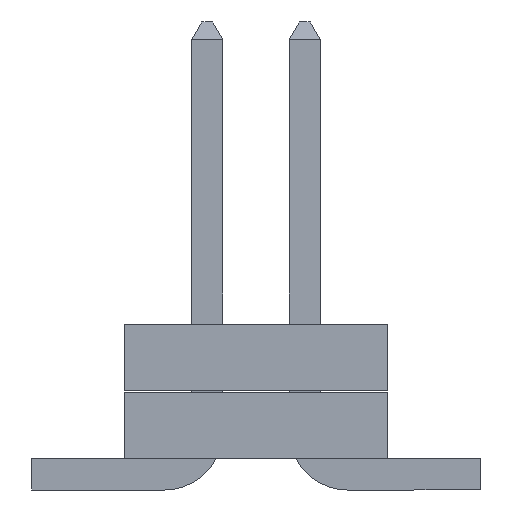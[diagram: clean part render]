
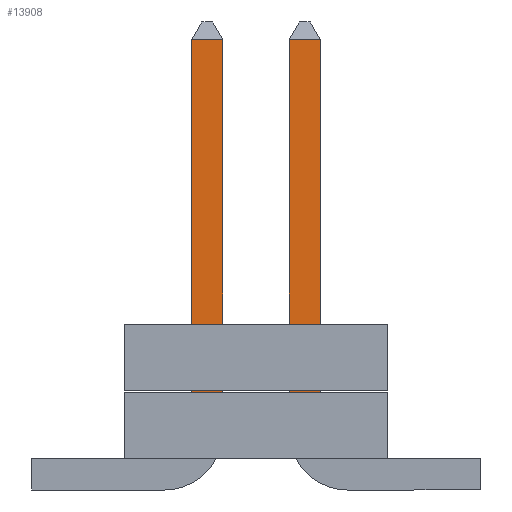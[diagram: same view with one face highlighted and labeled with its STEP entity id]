
A CAD part, left-side view. The second image highlights one B-rep face of the part: STEP entity #13908.
In plain terms, the highlighted planar face has unit normal (-1, 0, 0).
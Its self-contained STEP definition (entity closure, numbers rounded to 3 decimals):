
#221 = VERTEX_POINT('',#222);
#222 = CARTESIAN_POINT('',(-28.778,5.461,0.838));
#2023 = VERTEX_POINT('',#2024);
#2024 = CARTESIAN_POINT('',(-28.778,5.461,-0.838));
#5216 = VERTEX_POINT('',#5217);
#5217 = CARTESIAN_POINT('',(-28.778,5.461,-0.432));
#6613 = VERTEX_POINT('',#6614);
#6614 = CARTESIAN_POINT('',(-28.778,5.461,0.432));
#9449 = EDGE_CURVE('',#221,#9450,#9452,.T.);
#9450 = VERTEX_POINT('',#9451);
#9451 = CARTESIAN_POINT('',(-28.778,0.301,0.838));
#9452 = LINE('',#9453,#9454);
#9453 = CARTESIAN_POINT('',(-28.778,5.461,0.838));
#9454 = VECTOR('',#9455,1.);
#9455 = DIRECTION('',(0.,-1.,0.));
#10515 = EDGE_CURVE('',#9450,#10516,#10518,.T.);
#10516 = VERTEX_POINT('',#10517);
#10517 = CARTESIAN_POINT('',(-28.778,0.301,-0.838));
#10518 = LINE('',#10519,#10520);
#10519 = CARTESIAN_POINT('',(-28.778,0.301,0.838));
#10520 = VECTOR('',#10521,1.);
#10521 = DIRECTION('',(0.,0.,-1.));
#11588 = EDGE_CURVE('',#10516,#2023,#11589,.T.);
#11589 = LINE('',#11590,#11591);
#11590 = CARTESIAN_POINT('',(-28.778,0.301,-0.838));
#11591 = VECTOR('',#11592,1.);
#11592 = DIRECTION('',(0.,1.,0.));
#11705 = EDGE_CURVE('',#5216,#11706,#11708,.T.);
#11706 = VERTEX_POINT('',#11707);
#11707 = CARTESIAN_POINT('',(-28.778,0.555,-0.432));
#11708 = LINE('',#11709,#11710);
#11709 = CARTESIAN_POINT('',(-28.778,5.461,-0.432));
#11710 = VECTOR('',#11711,1.);
#11711 = DIRECTION('',(0.,-1.,0.));
#12771 = EDGE_CURVE('',#11706,#12772,#12774,.T.);
#12772 = VERTEX_POINT('',#12773);
#12773 = CARTESIAN_POINT('',(-28.778,0.555,0.432));
#12774 = LINE('',#12775,#12776);
#12775 = CARTESIAN_POINT('',(-28.778,0.555,-0.432));
#12776 = VECTOR('',#12777,1.);
#12777 = DIRECTION('',(0.,0.,1.));
#13844 = EDGE_CURVE('',#12772,#6613,#13845,.T.);
#13845 = LINE('',#13846,#13847);
#13846 = CARTESIAN_POINT('',(-28.778,0.555,0.432));
#13847 = VECTOR('',#13848,1.);
#13848 = DIRECTION('',(0.,1.,0.));
#13908 = ADVANCED_FACE('',(#13909),#13929,.F.);
#13909 = FACE_BOUND('',#13910,.T.);
#13910 = EDGE_LOOP('',(#13911,#13912,#13913,#13919,#13920,#13921,#13922,
    #13928));
#13911 = ORIENTED_EDGE('',*,*,#10515,.F.);
#13912 = ORIENTED_EDGE('',*,*,#9449,.F.);
#13913 = ORIENTED_EDGE('',*,*,#13914,.T.);
#13914 = EDGE_CURVE('',#221,#6613,#13915,.T.);
#13915 = LINE('',#13916,#13917);
#13916 = CARTESIAN_POINT('',(-28.778,5.461,0.));
#13917 = VECTOR('',#13918,1.);
#13918 = DIRECTION('',(0.,0.,-1.));
#13919 = ORIENTED_EDGE('',*,*,#13844,.F.);
#13920 = ORIENTED_EDGE('',*,*,#12771,.F.);
#13921 = ORIENTED_EDGE('',*,*,#11705,.F.);
#13922 = ORIENTED_EDGE('',*,*,#13923,.T.);
#13923 = EDGE_CURVE('',#5216,#2023,#13924,.T.);
#13924 = LINE('',#13925,#13926);
#13925 = CARTESIAN_POINT('',(-28.778,5.461,0.));
#13926 = VECTOR('',#13927,1.);
#13927 = DIRECTION('',(0.,0.,-1.));
#13928 = ORIENTED_EDGE('',*,*,#11588,.F.);
#13929 = PLANE('',#13930);
#13930 = AXIS2_PLACEMENT_3D('',#13931,#13932,#13933);
#13931 = CARTESIAN_POINT('',(-28.778,0.,0.));
#13932 = DIRECTION('',(1.,0.,0.));
#13933 = DIRECTION('',(0.,0.,-1.));
